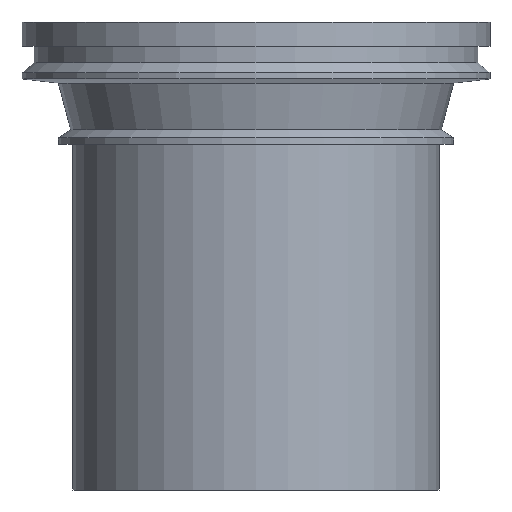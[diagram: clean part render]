
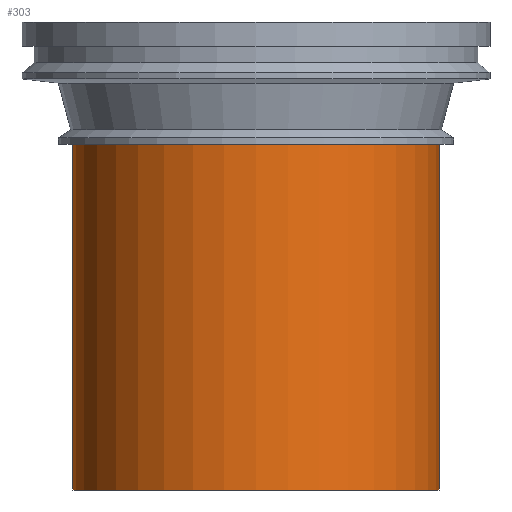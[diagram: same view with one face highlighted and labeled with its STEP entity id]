
A CAD part, front view. The second image highlights one B-rep face of the part: STEP entity #303.
In plain terms, the highlighted cylindrical face has radius 45 mm (diameter 90 mm), a full revolution.
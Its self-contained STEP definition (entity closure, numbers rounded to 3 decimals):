
#40=CYLINDRICAL_SURFACE('',#360,45.);
#53=ORIENTED_EDGE('',*,*,#102,.T.);
#54=ORIENTED_EDGE('',*,*,#104,.F.);
#102=EDGE_CURVE('',#129,#129,#156,.T.);
#104=EDGE_CURVE('',#131,#131,#158,.T.);
#129=VERTEX_POINT('',#528);
#131=VERTEX_POINT('',#534);
#156=CIRCLE('',#355,45.);
#158=CIRCLE('',#359,45.);
#188=EDGE_LOOP('',(#53));
#189=EDGE_LOOP('',(#54));
#242=FACE_BOUND('',#188,.T.);
#243=FACE_BOUND('',#189,.T.);
#303=ADVANCED_FACE('',(#242,#243),#40,.T.);
#355=AXIS2_PLACEMENT_3D('',#527,#415,#416);
#359=AXIS2_PLACEMENT_3D('',#533,#423,#424);
#360=AXIS2_PLACEMENT_3D('',#535,#425,#426);
#415=DIRECTION('',(0.,0.,1.));
#416=DIRECTION('',(1.,0.,0.));
#423=DIRECTION('',(0.,0.,1.));
#424=DIRECTION('',(1.,0.,0.));
#425=DIRECTION('',(0.,0.,1.));
#426=DIRECTION('',(1.,0.,0.));
#527=CARTESIAN_POINT('',(0.,0.,-85.));
#528=CARTESIAN_POINT('',(45.,0.,-85.));
#533=CARTESIAN_POINT('',(0.,0.,0.));
#534=CARTESIAN_POINT('',(45.,0.,0.));
#535=CARTESIAN_POINT('',(0.,0.,50.));
